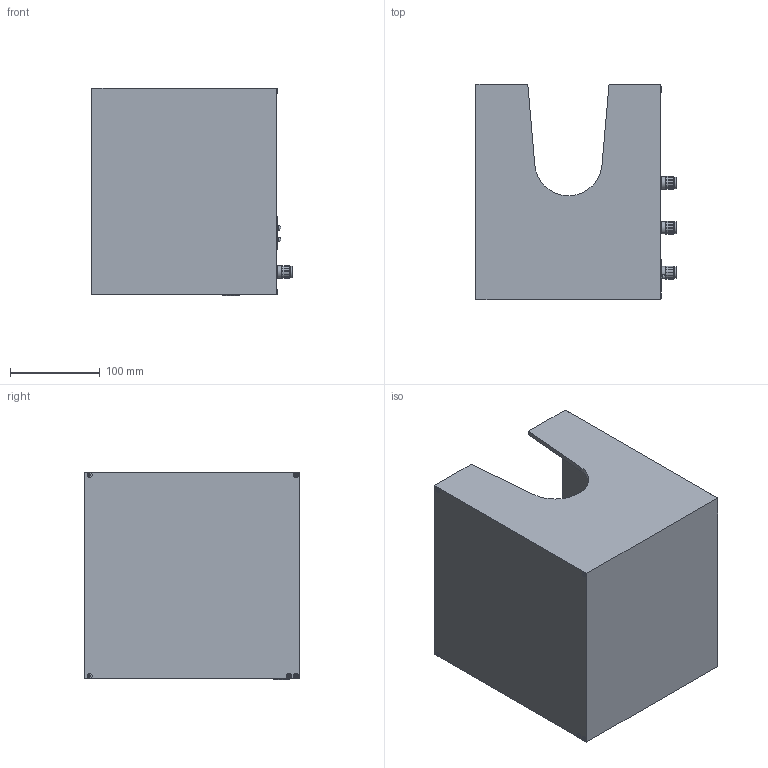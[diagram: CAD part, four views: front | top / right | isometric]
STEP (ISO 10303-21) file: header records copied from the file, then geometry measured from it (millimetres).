
FILE_DESCRIPTION(/* description */ (''),/* implementation_level */ '2;1');
FILE_NAME(/* name */ 'Gehaeuse v31.step',/* time_stamp */ '2020-03-23T00:28:52+01:00',/* author */ (''),/* organization */ (''),/* preprocessor_version */ 'ST-DEVELOPER v18',/* originating_system */ 'Autodesk Translation Framework v8.12.0.6',/* authorisation */ '');
FILE_SCHEMA (('AUTOMOTIVE_DESIGN { 1 0 10303 214 3 1 1 }'));
Length unit declared in the file: millimetre
Products named in the file (7): Gehaeuse; DIN 7997 H - d 3 x l 10 - St; ONOFFswitch; Poti; Pot Knob; LED 5mm Red; LED 5mm Green
Assembly tree (21 placements, depth 2):
  Gehaeuse
    DIN 7997 H - d 3 x l 10 - St  x12
    Poti  x3
    Pot Knob  x3
    ONOFFswitch
    LED 5mm Red
    LED 5mm Green
Bounding box: 224.37 x 240 x 231.67 mm (x, y, z)
Volume: 1156066 mm3; surface area: 479709.2 mm2
Topology: 23 solids, 23 shells, 1643 faces, 4273 edges, 2788 vertices
Faces by surface type: plane 984, cylinder 395, bspline 140, cone 82, torus 24, sphere 18
Full cylindrical faces by diameter (mm): 1 x9, 2.1 x36, 3 x16, 5 x2, 5.407 x12, 5.6 x12, 6 x6, 6.782 x12, 10.5 x1, 11 x6, 12 x1, 12.5 x3, 12.98 x1, 13 x4, 13.8 x3, 14.3 x1, 15 x2, 16 x2, 16.5 x3, 18 x1
Entity records: 32950 total; most frequent: CARTESIAN_POINT 9075, ORIENTED_EDGE 5066, DIRECTION 4304, EDGE_CURVE 2533, LINE 1836, VECTOR 1836, VERTEX_POINT 1672, AXIS2_PLACEMENT_3D 1234
